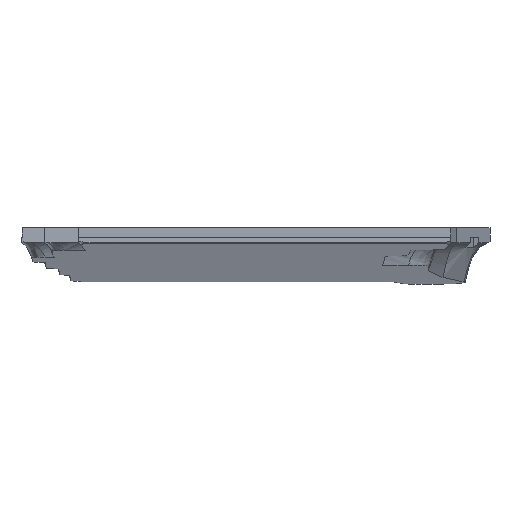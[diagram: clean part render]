
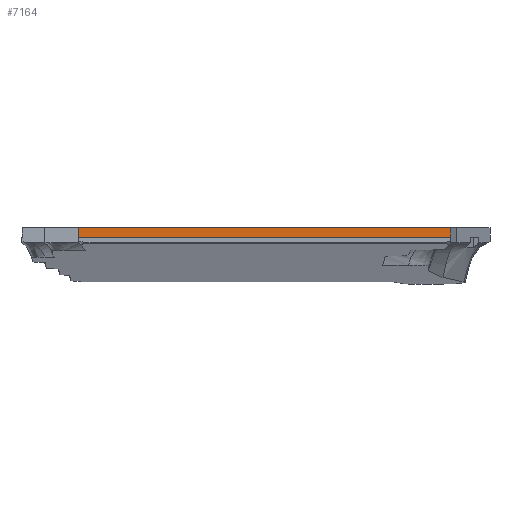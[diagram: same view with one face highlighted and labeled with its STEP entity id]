
A CAD part, left-side view. The second image highlights one B-rep face of the part: STEP entity #7164.
In plain terms, the highlighted free-form (B-spline) face has degree [1, 1] with [2, 2] control points.
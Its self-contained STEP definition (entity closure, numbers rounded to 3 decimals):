
#1341=CARTESIAN_POINT('',(-62.93,36.5,-2.));
#1342=VERTEX_POINT('',#1341);
#1349=CARTESIAN_POINT('',(-62.93,-40.3,-2.));
#1350=VERTEX_POINT('',#1349);
#1356=CARTESIAN_POINT('',(-62.93,-40.3,-2.));
#1357=CARTESIAN_POINT('',(-62.93,36.5,-2.));
#1358=B_SPLINE_CURVE_WITH_KNOTS('',1,(#1356,#1357),.UNSPECIFIED.,.F.,.F.,(2,2),(-0.038,0.038),.UNSPECIFIED.);
#1359=EDGE_CURVE('',#1350,#1342,#1358,.T.);
#2091=CARTESIAN_POINT('',(-62.93,-40.3,0.));
#2092=VERTEX_POINT('',#2091);
#2119=CARTESIAN_POINT('',(-62.93,36.513,0.));
#2120=VERTEX_POINT('',#2119);
#2126=CARTESIAN_POINT('',(-62.93,-40.3,0.));
#2127=CARTESIAN_POINT('',(-62.93,36.513,0.));
#2128=B_SPLINE_CURVE_WITH_KNOTS('',1,(#2126,#2127),.UNSPECIFIED.,.F.,.F.,(2,2),(-0.038,0.038),.UNSPECIFIED.);
#2129=EDGE_CURVE('',#2092,#2120,#2128,.T.);
#5939=CARTESIAN_POINT('',(-62.93,36.5,-2.854));
#5940=VERTEX_POINT('',#5939);
#5941=CARTESIAN_POINT('',(-62.93,36.5,-2.854));
#5942=CARTESIAN_POINT('',(-62.93,36.5,-2.));
#5943=B_SPLINE_CURVE_WITH_KNOTS('',1,(#5941,#5942),.UNSPECIFIED.,.F.,.F.,(2,2),(0.007,0.008),.UNSPECIFIED.);
#5944=EDGE_CURVE('',#5940,#1342,#5943,.T.);
#7116=CARTESIAN_POINT('',(-62.93,36.513,-2.851));
#7117=VERTEX_POINT('',#7116);
#7131=CARTESIAN_POINT('',(-62.93,36.513,0.));
#7132=CARTESIAN_POINT('',(-62.93,36.513,-2.851));
#7133=B_SPLINE_CURVE_WITH_KNOTS('',1,(#7131,#7132),.UNSPECIFIED.,.F.,.F.,(2,2),(-0.002,0.001),.UNSPECIFIED.);
#7134=EDGE_CURVE('',#2120,#7117,#7133,.T.);
#7141=CARTESIAN_POINT('',(-62.93,-40.3,0.));
#7142=CARTESIAN_POINT('',(-62.93,36.513,0.));
#7143=CARTESIAN_POINT('',(-62.93,-40.3,-2.854));
#7144=CARTESIAN_POINT('',(-62.93,36.513,-2.854));
#7145=B_SPLINE_SURFACE_WITH_KNOTS('',1,1,((#7141,#7142),(#7143,#7144)),.UNSPECIFIED.,.F.,.F.,.U.,(2,2),(2,2),(-0.002,0.001),(-0.038,0.038),.UNSPECIFIED.);
#7146=ORIENTED_EDGE('',*,*,#7134,.T.);
#7147=CARTESIAN_POINT('',(-62.93,36.513,-2.851));
#7148=CARTESIAN_POINT('',(-62.93,36.509,-2.852));
#7149=CARTESIAN_POINT('',(-62.93,36.504,-2.853));
#7150=CARTESIAN_POINT('',(-62.93,36.5,-2.854));
#7151=B_SPLINE_CURVE_WITH_KNOTS('',3,(#7147,#7148,#7149,#7150),.UNSPECIFIED.,.F.,.F.,(4,4),(0.,0.),.UNSPECIFIED.);
#7152=EDGE_CURVE('',#7117,#5940,#7151,.T.);
#7153=ORIENTED_EDGE('',*,*,#7152,.T.);
#7154=ORIENTED_EDGE('',*,*,#5944,.T.);
#7155=ORIENTED_EDGE('',*,*,#1359,.F.);
#7156=CARTESIAN_POINT('',(-62.93,-40.3,-2.));
#7157=CARTESIAN_POINT('',(-62.93,-40.3,0.));
#7158=B_SPLINE_CURVE_WITH_KNOTS('',1,(#7156,#7157),.UNSPECIFIED.,.F.,.F.,(2,2),(0.,0.002),.UNSPECIFIED.);
#7159=EDGE_CURVE('',#1350,#2092,#7158,.T.);
#7160=ORIENTED_EDGE('',*,*,#7159,.T.);
#7161=ORIENTED_EDGE('',*,*,#2129,.T.);
#7162=EDGE_LOOP('',(#7146,#7153,#7154,#7155,#7160,#7161));
#7163=FACE_BOUND('',#7162,.T.);
#7164=ADVANCED_FACE('',(#7163),#7145,.F.);
